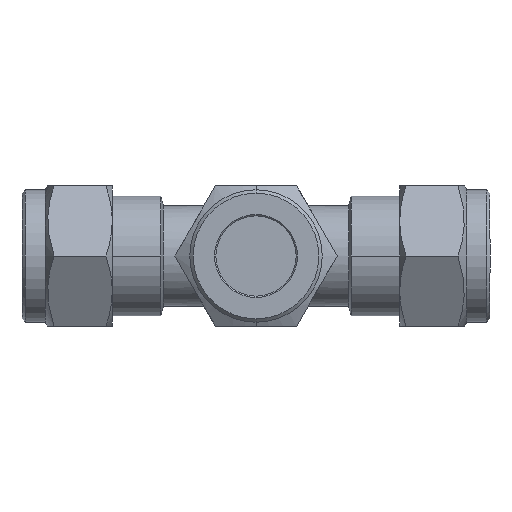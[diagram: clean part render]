
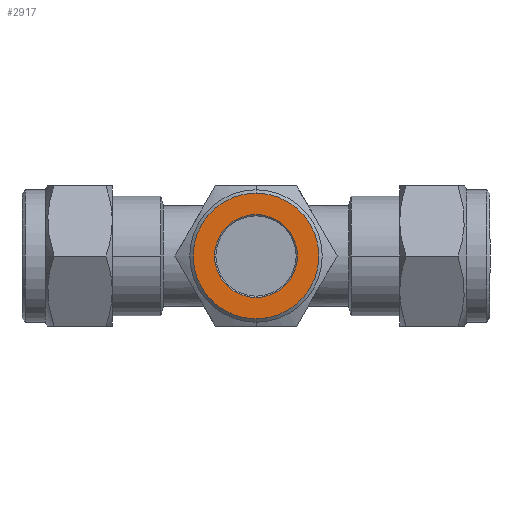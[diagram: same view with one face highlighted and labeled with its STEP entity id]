
A CAD part, left-side view. The second image highlights one B-rep face of the part: STEP entity #2917.
In plain terms, the highlighted planar face has unit normal (-1, 0, 0).
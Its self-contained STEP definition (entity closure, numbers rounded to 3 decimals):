
#194 = DIRECTION ( 'NONE',  ( -1., 0., 0. ) ) ;
#195 = CARTESIAN_POINT ( 'NONE',  ( -175.669, -13.184, -25. ) ) ;
#197 = PLANE ( 'NONE',  #1133 ) ;
#199 = DIRECTION ( 'NONE',  ( 0., 0., 1. ) ) ;
#701 = VERTEX_POINT ( 'NONE', #1850 ) ;
#704 = VERTEX_POINT ( 'NONE', #1847 ) ;
#721 = VERTEX_POINT ( 'NONE', #1826 ) ;
#724 = VERTEX_POINT ( 'NONE', #1822 ) ;
#1012 = AXIS2_PLACEMENT_3D ( 'NONE', #4462, #4463, #4464 ) ;
#1024 = AXIS2_PLACEMENT_3D ( 'NONE', #4495, #4496, #4497 ) ;
#1038 = AXIS2_PLACEMENT_3D ( 'NONE', #4605, #4606, #4607 ) ;
#1040 = AXIS2_PLACEMENT_3D ( 'NONE', #4610, #4611, #4612 ) ;
#1133 = AXIS2_PLACEMENT_3D ( 'NONE', #195, #194, #199 ) ;
#1749 = ORIENTED_EDGE ( 'NONE', *, *, #2046, .T. ) ;
#1750 = ORIENTED_EDGE ( 'NONE', *, *, #2023, .T. ) ;
#1752 = ORIENTED_EDGE ( 'NONE', *, *, #2010, .T. ) ;
#1757 = ORIENTED_EDGE ( 'NONE', *, *, #2045, .T. ) ;
#1822 = CARTESIAN_POINT ( 'NONE',  ( -175.669, -23.084, -18.8 ) ) ;
#1826 = CARTESIAN_POINT ( 'NONE',  ( -175.669, -23.084, -31.2 ) ) ;
#1847 = CARTESIAN_POINT ( 'NONE',  ( -175.669, -23.084, -15.6 ) ) ;
#1850 = CARTESIAN_POINT ( 'NONE',  ( -175.669, -23.084, -34.4 ) ) ;
#2010 = EDGE_CURVE ( 'NONE', #704, #701, #3060, .T. ) ;
#2023 = EDGE_CURVE ( 'NONE', #724, #721, #3085, .T. ) ;
#2045 = EDGE_CURVE ( 'NONE', #701, #704, #3107, .T. ) ;
#2046 = EDGE_CURVE ( 'NONE', #721, #724, #3108, .T. ) ;
#2616 = FACE_OUTER_BOUND ( 'NONE', #5043, .T. ) ;
#2618 = FACE_BOUND ( 'NONE', #5044, .T. ) ;
#2917 = ADVANCED_FACE ( 'NONE', ( #2616, #2618 ), #197, .T. ) ;
#3060 = CIRCLE ( 'NONE', #1012, 9.4 ) ;
#3085 = CIRCLE ( 'NONE', #1024, 6.2 ) ;
#3107 = CIRCLE ( 'NONE', #1038, 9.4 ) ;
#3108 = CIRCLE ( 'NONE', #1040, 6.2 ) ;
#4462 = CARTESIAN_POINT ( 'NONE',  ( -175.669, -23.084, -25. ) ) ;
#4463 = DIRECTION ( 'NONE',  ( -1., 0., 0. ) ) ;
#4464 = DIRECTION ( 'NONE',  ( 0., 0., 1. ) ) ;
#4495 = CARTESIAN_POINT ( 'NONE',  ( -175.669, -23.084, -25. ) ) ;
#4496 = DIRECTION ( 'NONE',  ( 1., 0., 0. ) ) ;
#4497 = DIRECTION ( 'NONE',  ( 0., 0., -1. ) ) ;
#4605 = CARTESIAN_POINT ( 'NONE',  ( -175.669, -23.084, -25. ) ) ;
#4606 = DIRECTION ( 'NONE',  ( -1., 0., 0. ) ) ;
#4607 = DIRECTION ( 'NONE',  ( 0., 0., 1. ) ) ;
#4610 = CARTESIAN_POINT ( 'NONE',  ( -175.669, -23.084, -25. ) ) ;
#4611 = DIRECTION ( 'NONE',  ( 1., 0., 0. ) ) ;
#4612 = DIRECTION ( 'NONE',  ( 0., 0., -1. ) ) ;
#5043 = EDGE_LOOP ( 'NONE', ( #1757, #1752 ) ) ;
#5044 = EDGE_LOOP ( 'NONE', ( #1750, #1749 ) ) ;
